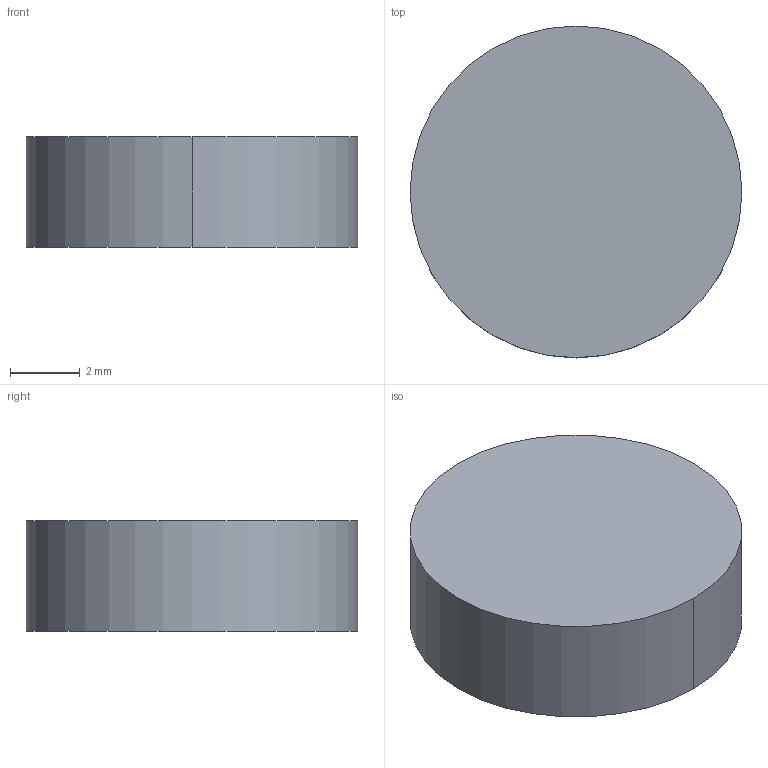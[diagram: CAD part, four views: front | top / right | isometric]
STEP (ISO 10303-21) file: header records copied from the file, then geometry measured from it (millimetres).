
FILE_DESCRIPTION((''),'2;1');
FILE_NAME('RN090300R','2014-05-14T',('tlyi02'),('PTC Japan'),'PRO/ENGINEER BY PARAMETRIC TECHNOLOGY CORPORATION, 2011180','PRO/ENGINEER BY PARAMETRIC TECHNOLOGY CORPORATION, 2011180','');
FILE_SCHEMA(('AUTOMOTIVE_DESIGN { 1 0 10303 214 1 1 1 1 }'));
Length unit declared in the file: millimetre
Products named in the file (1): RN090300R
Bounding box: 9.53 x 9.53 x 3.18 mm (x, y, z)
Volume: 226.6 mm3; surface area: 237.7 mm2
Topology: 1 solids, 1 shells, 4 faces, 6 edges, 4 vertices
Faces by surface type: plane 2, cylinder 2
Entity records: 207 total; most frequent: DIRECTION 22, CARTESIAN_POINT 18, ORIENTED_EDGE 12, COLOUR_RGB 12, AXIS2_PLACEMENT_3D 10, PROPERTY_DEFINITION 9, PRESENTATION_STYLE_ASSIGNMENT 8, STYLED_ITEM 8
